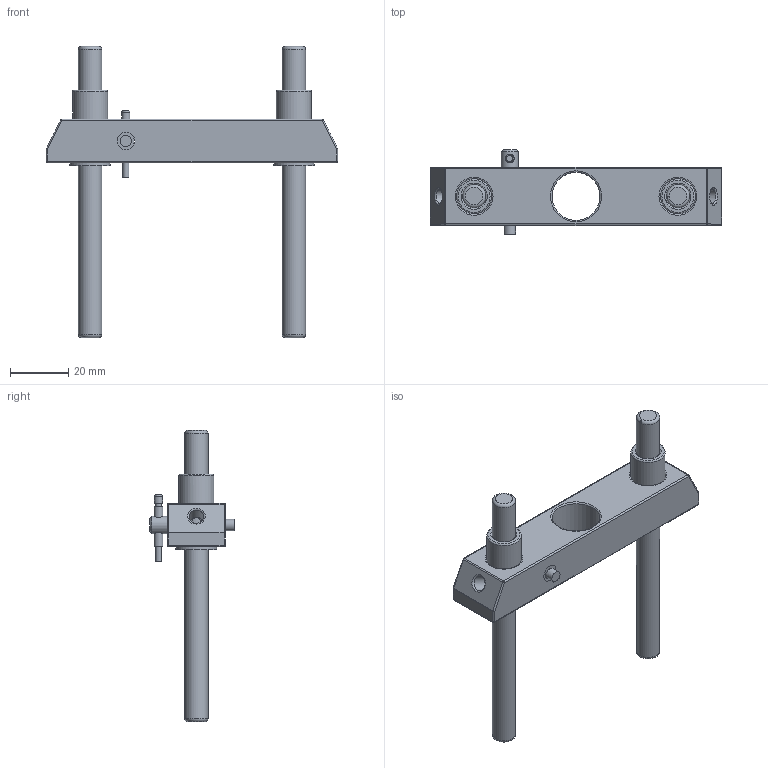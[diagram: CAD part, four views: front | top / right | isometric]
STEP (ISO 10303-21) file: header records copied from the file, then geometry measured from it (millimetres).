
FILE_DESCRIPTION(/* description */ (''),/* implementation_level */ '2;1');
FILE_NAME(/* name */ 'Routeur Plunge Dremel V2 v1.step',/* time_stamp */ '2021-04-15T21:36:28+02:00',/* author */ (''),/* organization */ (''),/* preprocessor_version */ 'ST-DEVELOPER v18.1',/* originating_system */ 'Autodesk Translation Framework v10.6.0.1341',/* authorisation */ '');
FILE_SCHEMA (('AUTOMOTIVE_DESIGN { 1 0 10303 214 3 1 1 }'));
Length unit declared in the file: millimetre
Products named in the file (3): Routeur Plunge Dremel V2; Composant1; Composant2
Assembly tree (2 placements, depth 2):
  Routeur Plunge Dremel V2
    Composant1
    Composant2
Bounding box: 100 x 29 x 100 mm (x, y, z)
Volume: 35673.5 mm3; surface area: 18655.5 mm2
Topology: 10 solids, 10 shells, 114 faces, 231 edges, 137 vertices
Faces by surface type: cylinder 48, plane 31, torus 16, sphere 12, cone 5, bspline 2
Full cylindrical faces by diameter (mm): 2.13 x3, 2.175 x1, 2.8 x1, 3 x1, 3.927 x1, 5.035 x2, 5.95 x1, 6 x3, 8 x4, 12 x4, 14 x2, 16.467 x1
Entity records: 3491 total; most frequent: CARTESIAN_POINT 879, DIRECTION 577, ORIENTED_EDGE 462, AXIS2_PLACEMENT_3D 255, EDGE_CURVE 231, EDGE_LOOP 140, VERTEX_POINT 137, CIRCLE 135
